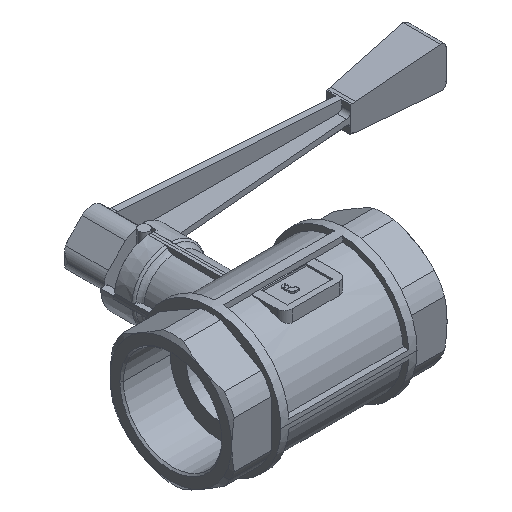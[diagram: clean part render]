
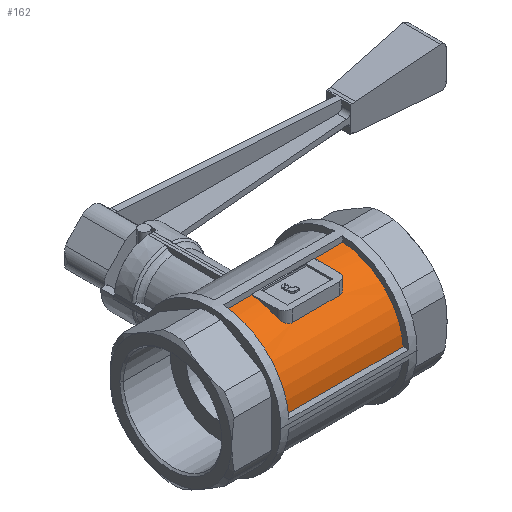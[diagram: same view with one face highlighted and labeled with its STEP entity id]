
A CAD part, isometric view. The second image highlights one B-rep face of the part: STEP entity #162.
In plain terms, the highlighted cylindrical face has radius 37.302 mm (diameter 74.604 mm), a partial arc.
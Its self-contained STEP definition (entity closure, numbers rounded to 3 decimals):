
#162=ADVANCED_FACE('',(#491),#492,.T.);
#491=FACE_OUTER_BOUND('',#924,.T.);
#492=CYLINDRICAL_SURFACE('',#925,37.302);
#924=EDGE_LOOP('',(#2043,#2044,#2045,#2046,#2047,#2048,#2049,#2050,#2051,#2052));
#925=AXIS2_PLACEMENT_3D('',#2053,#2054,#2055);
#2043=ORIENTED_EDGE('',*,*,#3174,.T.);
#2044=ORIENTED_EDGE('',*,*,#3183,.T.);
#2045=ORIENTED_EDGE('',*,*,#3185,.T.);
#2046=ORIENTED_EDGE('',*,*,#3187,.T.);
#2047=ORIENTED_EDGE('',*,*,#3189,.T.);
#2048=ORIENTED_EDGE('',*,*,#3191,.T.);
#2049=ORIENTED_EDGE('',*,*,#3192,.T.);
#2050=ORIENTED_EDGE('',*,*,#3193,.T.);
#2051=ORIENTED_EDGE('',*,*,#3194,.F.);
#2052=ORIENTED_EDGE('',*,*,#3195,.T.);
#2053=CARTESIAN_POINT('',(0.0,0.0,0.0));
#2054=DIRECTION('',(1.0,0.0,0.0));
#2055=DIRECTION('',(0.0,-1.0,0.0));
#3174=EDGE_CURVE('',#3951,#3952,#3953,.T.);
#3183=EDGE_CURVE('',#3952,#3968,#3969,.T.);
#3185=EDGE_CURVE('',#3968,#3971,#3972,.T.);
#3187=EDGE_CURVE('',#3971,#3974,#3975,.T.);
#3189=EDGE_CURVE('',#3974,#3977,#3978,.T.);
#3191=EDGE_CURVE('',#3977,#3980,#3981,.T.);
#3192=EDGE_CURVE('',#3980,#3982,#3983,.T.);
#3193=EDGE_CURVE('',#3982,#3984,#3985,.T.);
#3194=EDGE_CURVE('',#3986,#3984,#3987,.T.);
#3195=EDGE_CURVE('',#3986,#3951,#3988,.T.);
#3951=VERTEX_POINT('',#5370);
#3952=VERTEX_POINT('',#5371);
#3953=CIRCLE('',#5372,37.302);
#3968=VERTEX_POINT('',#5393);
#3969=B_SPLINE_CURVE_WITH_KNOTS('',3,(#5394,#5395,#5396,#5397,#5398,#5399,#5400,#5401,#5402,#5403,#5404,#5405,#5406,#5407,#5408,#5409,#5410,#5411,#5412,#5413,#5414),.UNSPECIFIED.,.F.,.F.,(4,2,2,2,2,2,2,2,3,4),(-7.164,-6.201,-5.238,-4.275,-3.312,-2.484,-1.656,-0.828,0.0,0.828),.UNSPECIFIED.);
#3971=VERTEX_POINT('',#5417);
#3972=LINE('',#5418,#5419);
#3974=VERTEX_POINT('',#5422);
#3975=B_SPLINE_CURVE_WITH_KNOTS('',3,(#5423,#5424,#5425,#5426,#5427,#5428,#5429,#5430,#5431,#5432,#5433,#5434,#5435,#5436,#5437,#5438,#5439,#5440,#5441,#5442,#5443),.UNSPECIFIED.,.F.,.F.,(4,3,2,2,2,2,2,2,2,4),(-0.828,0.0,0.828,1.656,2.484,3.312,4.275,5.238,6.201,7.164),.UNSPECIFIED.);
#3977=VERTEX_POINT('',#5446);
#3978=CIRCLE('',#5447,37.302);
#3980=VERTEX_POINT('',#5450);
#3981=LINE('',#5451,#5452);
#3982=VERTEX_POINT('',#5453);
#3983=CIRCLE('',#5454,37.302);
#3984=VERTEX_POINT('',#5455);
#3985=LINE('',#5456,#5457);
#3986=VERTEX_POINT('',#5458);
#3987=CIRCLE('',#5459,37.302);
#3988=LINE('',#5460,#5461);
#5370=CARTESIAN_POINT('',(18.,-2.5,37.218));
#5371=CARTESIAN_POINT('',(18.,-17.089,33.158));
#5372=AXIS2_PLACEMENT_3D('',#6852,#6853,#6854);
#5393=CARTESIAN_POINT('',(13.5,-21.361,30.581));
#5394=CARTESIAN_POINT('',(18.002,-16.97,33.219));
#5395=CARTESIAN_POINT('',(18.002,-17.256,33.073));
#5396=CARTESIAN_POINT('',(17.973,-17.55,32.918));
#5397=CARTESIAN_POINT('',(17.855,-18.134,32.6));
#5398=CARTESIAN_POINT('',(17.765,-18.423,32.437));
#5399=CARTESIAN_POINT('',(17.527,-18.979,32.115));
#5400=CARTESIAN_POINT('',(17.378,-19.245,31.956));
#5401=CARTESIAN_POINT('',(17.033,-19.738,31.654));
#5402=CARTESIAN_POINT('',(16.835,-19.965,31.511));
#5403=CARTESIAN_POINT('',(16.438,-20.34,31.27));
#5404=CARTESIAN_POINT('',(16.229,-20.506,31.161));
#5405=CARTESIAN_POINT('',(15.773,-20.802,30.964));
#5406=CARTESIAN_POINT('',(15.524,-20.933,30.875));
#5407=CARTESIAN_POINT('',(15.001,-21.145,30.73));
#5408=CARTESIAN_POINT('',(14.726,-21.227,30.674));
#5409=CARTESIAN_POINT('',(14.168,-21.336,30.598));
#5410=CARTESIAN_POINT('',(13.885,-21.362,30.58));
#5411=CARTESIAN_POINT('',(13.609,-21.362,30.58));
#5412=CARTESIAN_POINT('',(13.333,-21.362,30.58));
#5413=CARTESIAN_POINT('',(13.05,-21.336,30.598));
#5414=CARTESIAN_POINT('',(12.771,-21.281,30.636));
#5417=CARTESIAN_POINT('',(-13.5,-21.361,30.581));
#5418=CARTESIAN_POINT('',(0.,-21.361,30.581));
#5419=VECTOR('',#6868,1.0);
#5422=CARTESIAN_POINT('',(-18.,-17.089,33.158));
#5423=CARTESIAN_POINT('',(-12.771,-21.281,30.636));
#5424=CARTESIAN_POINT('',(-13.05,-21.336,30.598));
#5425=CARTESIAN_POINT('',(-13.333,-21.362,30.58));
#5426=CARTESIAN_POINT('',(-13.609,-21.362,30.58));
#5427=CARTESIAN_POINT('',(-13.885,-21.362,30.58));
#5428=CARTESIAN_POINT('',(-14.168,-21.336,30.598));
#5429=CARTESIAN_POINT('',(-14.726,-21.227,30.674));
#5430=CARTESIAN_POINT('',(-15.001,-21.145,30.73));
#5431=CARTESIAN_POINT('',(-15.524,-20.933,30.875));
#5432=CARTESIAN_POINT('',(-15.773,-20.802,30.964));
#5433=CARTESIAN_POINT('',(-16.229,-20.506,31.161));
#5434=CARTESIAN_POINT('',(-16.438,-20.34,31.27));
#5435=CARTESIAN_POINT('',(-16.835,-19.965,31.511));
#5436=CARTESIAN_POINT('',(-17.033,-19.738,31.654));
#5437=CARTESIAN_POINT('',(-17.378,-19.245,31.956));
#5438=CARTESIAN_POINT('',(-17.527,-18.979,32.115));
#5439=CARTESIAN_POINT('',(-17.765,-18.423,32.437));
#5440=CARTESIAN_POINT('',(-17.855,-18.134,32.6));
#5441=CARTESIAN_POINT('',(-17.973,-17.55,32.918));
#5442=CARTESIAN_POINT('',(-18.002,-17.256,33.073));
#5443=CARTESIAN_POINT('',(-18.002,-16.97,33.219));
#5446=CARTESIAN_POINT('',(-18.,-2.5,37.218));
#5447=AXIS2_PLACEMENT_3D('',#6871,#6872,#6873);
#5450=CARTESIAN_POINT('',(-34.5,-2.5,37.218));
#5451=CARTESIAN_POINT('',(0.0,-2.5,37.218));
#5452=VECTOR('',#6875,1.0);
#5453=CARTESIAN_POINT('',(-34.5,-37.218,2.5));
#5454=AXIS2_PLACEMENT_3D('',#6876,#6877,#6878);
#5455=CARTESIAN_POINT('',(34.5,-37.218,2.5));
#5456=CARTESIAN_POINT('',(0.0,-37.218,2.5));
#5457=VECTOR('',#6879,1.0);
#5458=CARTESIAN_POINT('',(34.5,-2.5,37.218));
#5459=AXIS2_PLACEMENT_3D('',#6880,#6881,#6882);
#5460=CARTESIAN_POINT('',(0.0,-2.5,37.218));
#5461=VECTOR('',#6883,1.0);
#6852=CARTESIAN_POINT('',(18.,0.0,0.0));
#6853=DIRECTION('',(1.0,0.,0.0));
#6854=DIRECTION('',(0.,-1.0,0.0));
#6868=DIRECTION('',(-1.0,-0.0,-0.0));
#6871=CARTESIAN_POINT('',(-18.,0.0,0.0));
#6872=DIRECTION('',(-1.0,0.,0.0));
#6873=DIRECTION('',(0.,-1.0,0.0));
#6875=DIRECTION('',(-1.0,-0.0,-0.0));
#6876=CARTESIAN_POINT('',(-34.5,0.0,0.0));
#6877=DIRECTION('',(1.0,0.0,0.0));
#6878=DIRECTION('',(0.0,-1.0,0.0));
#6879=DIRECTION('',(1.0,0.0,0.0));
#6880=CARTESIAN_POINT('',(34.5,0.0,0.0));
#6881=DIRECTION('',(1.0,0.0,0.0));
#6882=DIRECTION('',(0.0,-1.0,0.0));
#6883=DIRECTION('',(-1.0,-0.0,-0.0));
